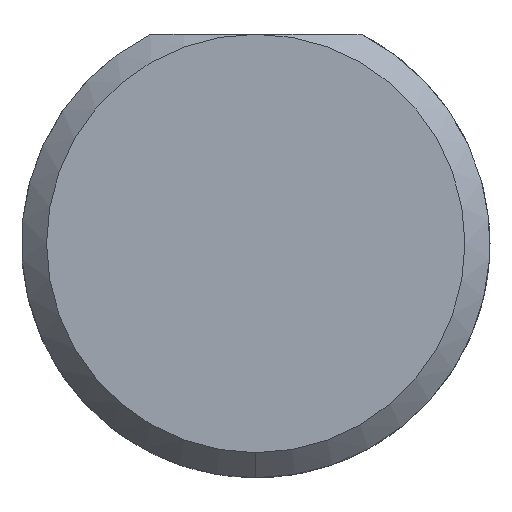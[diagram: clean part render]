
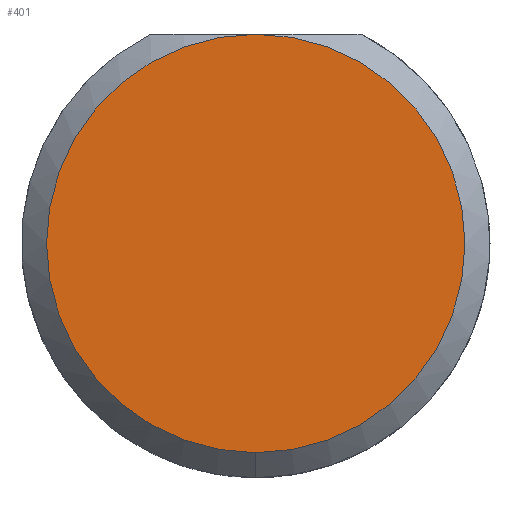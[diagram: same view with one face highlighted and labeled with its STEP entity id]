
A CAD part, left-side view. The second image highlights one B-rep face of the part: STEP entity #401.
In plain terms, the highlighted planar face has unit normal (-1, 0, 0).
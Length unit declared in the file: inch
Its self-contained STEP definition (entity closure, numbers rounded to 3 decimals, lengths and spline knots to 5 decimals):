
#86 = AXIS2_PLACEMENT_3D ( 'NONE', #345, #562, #410 ) ;
#180 = DIRECTION ( 'NONE',  ( 0., 0., -1. ) ) ;
#189 = FACE_OUTER_BOUND ( 'NONE', #591, .T. ) ;
#213 = AXIS2_PLACEMENT_3D ( 'NONE', #504, #599, #223 ) ;
#223 = DIRECTION ( 'NONE',  ( 0., 0., -1. ) ) ;
#234 = CARTESIAN_POINT ( 'NONE',  ( 0., 0., 0.0836 ) ) ;
#238 = CARTESIAN_POINT ( 'NONE',  ( 0., 0., -0.0836 ) ) ;
#242 = EDGE_CURVE ( 'NONE', #309, #643, #326, .T. ) ;
#309 = VERTEX_POINT ( 'NONE', #238 ) ;
#326 = CIRCLE ( 'NONE', #213, 0.0836 ) ;
#345 = CARTESIAN_POINT ( 'NONE',  ( 0., 0., 0. ) ) ;
#401 = ADVANCED_FACE ( 'NONE', ( #189 ), #569, .F. ) ;
#409 = DIRECTION ( 'NONE',  ( -1., 0., 0. ) ) ;
#410 = DIRECTION ( 'NONE',  ( 0., 0., -1. ) ) ;
#414 = CIRCLE ( 'NONE', #484, 0.0836 ) ;
#466 = ORIENTED_EDGE ( 'NONE', *, *, #242, .T. ) ;
#473 = ORIENTED_EDGE ( 'NONE', *, *, #642, .T. ) ;
#484 = AXIS2_PLACEMENT_3D ( 'NONE', #673, #409, #180 ) ;
#504 = CARTESIAN_POINT ( 'NONE',  ( 0., 0., 0. ) ) ;
#562 = DIRECTION ( 'NONE',  ( 1., 0., 0. ) ) ;
#569 = PLANE ( 'NONE',  #86 ) ;
#591 = EDGE_LOOP ( 'NONE', ( #473, #466 ) ) ;
#599 = DIRECTION ( 'NONE',  ( -1., 0., 0. ) ) ;
#642 = EDGE_CURVE ( 'NONE', #643, #309, #414, .T. ) ;
#643 = VERTEX_POINT ( 'NONE', #234 ) ;
#673 = CARTESIAN_POINT ( 'NONE',  ( 0., 0., 0. ) ) ;
